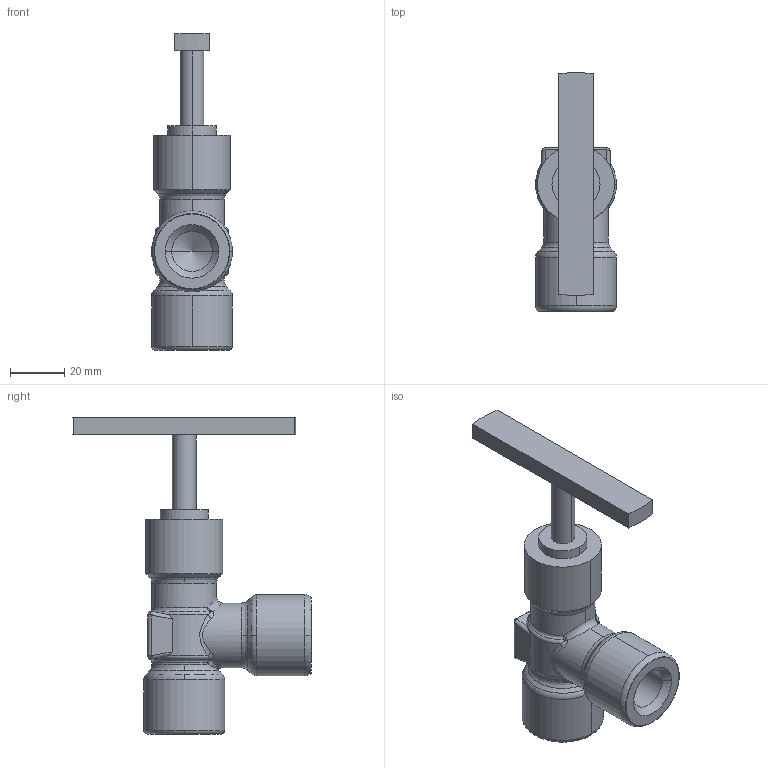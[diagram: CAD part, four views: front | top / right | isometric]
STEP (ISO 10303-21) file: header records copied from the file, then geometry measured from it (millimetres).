
FILE_DESCRIPTION(/* description */ (''),/* implementation_level */ '2;1');
FILE_NAME(/* name */ 'H7774H.stp',/* time_stamp */ '2018-12-31T10:22:40-06:00',/* author */ ('kruffolo'),/* organization */ (''),/* preprocessor_version */ 'ST-DEVELOPER v15.5',/* originating_system */ 'AutoCAD Mechanical',/* authorisation */ '');
FILE_SCHEMA (('AUTOMOTIVE_DESIGN { 1 0 10303 214 3 1 1 }'));
Length unit declared in the file: inch
Products named in the file (2): H7774H; Product
Bounding box: 29.97 x 88.21 x 117.09 mm (x, y, z)
Volume: 71513.9 mm3; surface area: 18065 mm2
Topology: 1 solids, 1 shells, 110 faces, 273 edges, 164 vertices
Faces by surface type: bspline 48, cylinder 27, plane 15, torus 14, cone 6
Entity records: 5116 total; most frequent: CARTESIAN_POINT 2627, ORIENTED_EDGE 536, DIRECTION 501, EDGE_CURVE 268, AXIS2_PLACEMENT_3D 220, VERTEX_POINT 161, CIRCLE 147, EDGE_LOOP 115
